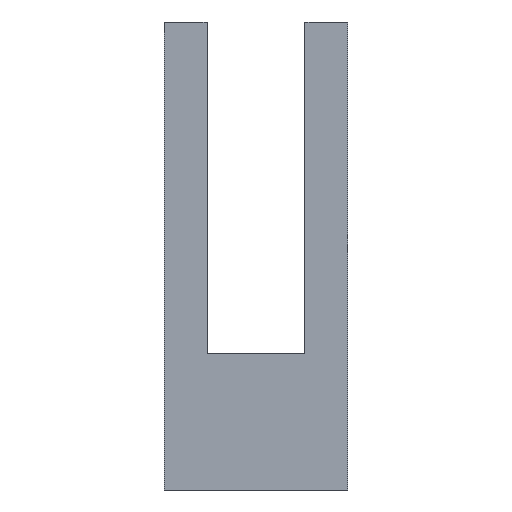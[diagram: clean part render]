
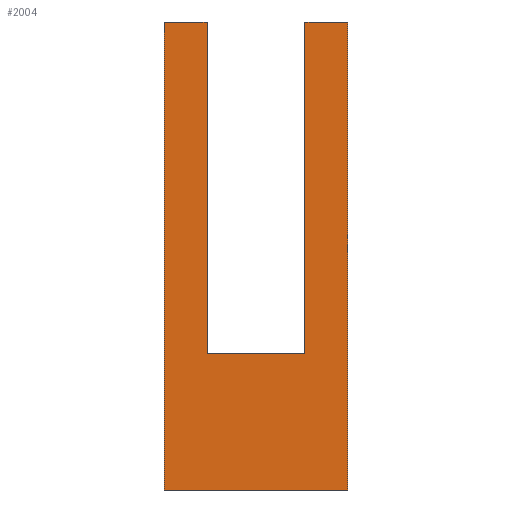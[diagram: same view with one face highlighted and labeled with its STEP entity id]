
A CAD part, front view. The second image highlights one B-rep face of the part: STEP entity #2004.
In plain terms, the highlighted planar face has unit normal (0, -1, 0).
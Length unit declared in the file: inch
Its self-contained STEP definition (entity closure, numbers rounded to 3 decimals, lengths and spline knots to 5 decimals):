
#210=FACE_OUTER_BOUND('',#333,.T.);
#333=EDGE_LOOP('',(#1733,#1734,#1735,#1736,#1737,#1738,#1739,#1740));
#455=LINE('',#3491,#634);
#495=LINE('',#3596,#674);
#509=LINE('',#3641,#688);
#517=LINE('',#3666,#696);
#519=LINE('',#3674,#698);
#520=LINE('',#3676,#699);
#521=LINE('',#3678,#700);
#522=LINE('',#3679,#701);
#634=VECTOR('',#2298,0.3937);
#674=VECTOR('',#2388,0.3937);
#688=VECTOR('',#2434,0.3937);
#696=VECTOR('',#2464,0.3937);
#698=VECTOR('',#2472,0.3937);
#699=VECTOR('',#2473,0.3937);
#700=VECTOR('',#2474,0.3937);
#701=VECTOR('',#2475,0.3937);
#901=VERTEX_POINT('',#3488);
#902=VERTEX_POINT('',#3490);
#942=VERTEX_POINT('',#3594);
#957=VERTEX_POINT('',#3639);
#963=VERTEX_POINT('',#3665);
#966=VERTEX_POINT('',#3673);
#967=VERTEX_POINT('',#3675);
#968=VERTEX_POINT('',#3677);
#1144=EDGE_CURVE('',#902,#901,#455,.T.);
#1197=EDGE_CURVE('',#942,#901,#495,.T.);
#1219=EDGE_CURVE('',#957,#942,#509,.T.);
#1230=EDGE_CURVE('',#963,#902,#517,.T.);
#1234=EDGE_CURVE('',#966,#957,#519,.T.);
#1235=EDGE_CURVE('',#966,#967,#520,.T.);
#1236=EDGE_CURVE('',#968,#967,#521,.T.);
#1237=EDGE_CURVE('',#963,#968,#522,.T.);
#1733=ORIENTED_EDGE('',*,*,#1144,.T.);
#1734=ORIENTED_EDGE('',*,*,#1197,.F.);
#1735=ORIENTED_EDGE('',*,*,#1219,.F.);
#1736=ORIENTED_EDGE('',*,*,#1234,.F.);
#1737=ORIENTED_EDGE('',*,*,#1235,.T.);
#1738=ORIENTED_EDGE('',*,*,#1236,.F.);
#1739=ORIENTED_EDGE('',*,*,#1237,.F.);
#1740=ORIENTED_EDGE('',*,*,#1230,.T.);
#1902=PLANE('',#2125);
#2004=ADVANCED_FACE('',(#210),#1902,.T.);
#2125=AXIS2_PLACEMENT_3D('',#3672,#2470,#2471);
#2298=DIRECTION('',(0.,0.,-1.));
#2388=DIRECTION('',(-1.,0.,0.));
#2434=DIRECTION('',(0.,0.,-1.));
#2464=DIRECTION('',(-1.,0.,0.));
#2470=DIRECTION('center_axis',(0.,-1.,0.));
#2471=DIRECTION('ref_axis',(-1.,0.,0.));
#2472=DIRECTION('',(1.,0.,0.));
#2473=DIRECTION('',(0.,0.,-1.));
#2474=DIRECTION('',(1.,0.,0.));
#2475=DIRECTION('',(0.,0.,-1.));
#3488=CARTESIAN_POINT('',(0.,-2.1063,-3.01181));
#3490=CARTESIAN_POINT('',(0.,-2.1063,0.));
#3491=CARTESIAN_POINT('',(0.,-2.1063,-0.75295));
#3594=CARTESIAN_POINT('',(1.1811,-2.1063,-3.01181));
#3596=CARTESIAN_POINT('',(-1.1811,-2.1063,-3.01181));
#3639=CARTESIAN_POINT('',(1.1811,-2.1063,0.));
#3641=CARTESIAN_POINT('',(1.1811,-2.1063,0.));
#3665=CARTESIAN_POINT('',(0.27559,-2.1063,0.));
#3666=CARTESIAN_POINT('',(0.27559,-2.1063,0.));
#3672=CARTESIAN_POINT('Origin',(0.27559,-2.1063,0.));
#3673=CARTESIAN_POINT('',(0.90551,-2.1063,0.));
#3674=CARTESIAN_POINT('',(0.90551,-2.1063,0.));
#3675=CARTESIAN_POINT('',(0.90551,-2.1063,-2.13175));
#3676=CARTESIAN_POINT('',(0.90551,-2.1063,0.));
#3677=CARTESIAN_POINT('',(0.27559,-2.1063,-2.13175));
#3678=CARTESIAN_POINT('',(0.45276,-2.1063,-2.13175));
#3679=CARTESIAN_POINT('',(0.27559,-2.1063,0.));
